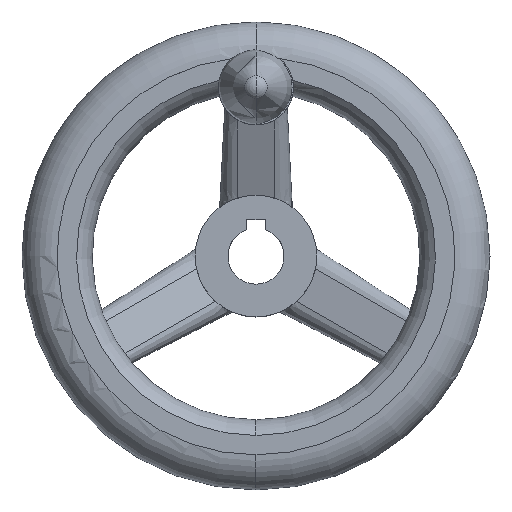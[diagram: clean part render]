
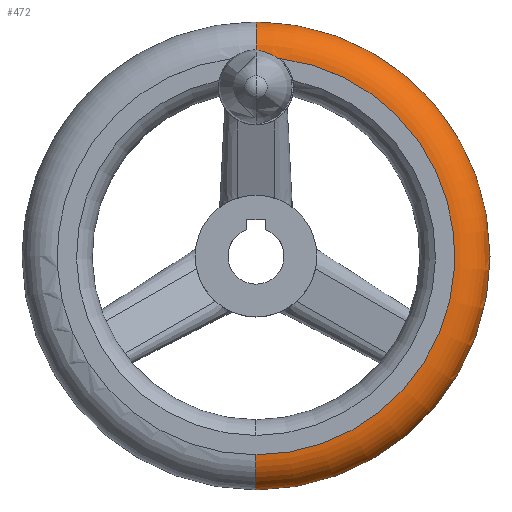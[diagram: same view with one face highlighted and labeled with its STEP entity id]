
A CAD part, top view. The second image highlights one B-rep face of the part: STEP entity #472.
In plain terms, the highlighted toroidal (fillet/blend) face has major radius 42.5 mm and minor radius 7.5 mm.
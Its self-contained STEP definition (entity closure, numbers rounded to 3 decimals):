
#360=EDGE_CURVE('',#394,#376,#915,.T.);
#376=VERTEX_POINT('',#934);
#394=VERTEX_POINT('',#952);
#472=ADVANCED_FACE('',(#1036),#1037,.T.);
#556=EDGE_CURVE('',#622,#692,#1127,.T.);
#622=VERTEX_POINT('',#1196);
#624=EDGE_CURVE('',#376,#622,#1198,.T.);
#642=VERTEX_POINT('',#1217);
#692=VERTEX_POINT('',#1275);
#762=EDGE_CURVE('',#692,#642,#1352,.T.);
#790=EDGE_CURVE('',#642,#394,#1387,.T.);
#915=CIRCLE('',#1542,50.0);
#934=CARTESIAN_POINT('',(0.,50.,25.5));
#952=CARTESIAN_POINT('',(0.,-50.0,25.5));
#1036=FACE_OUTER_BOUND('',#1857,.T.);
#1037=TOROIDAL_SURFACE('',#1858,42.5,7.5);
#1127=CIRCLE('',#2094,42.5);
#1196=CARTESIAN_POINT('',(0.,42.5,33.0));
#1198=CIRCLE('',#2258,7.5);
#1217=CARTESIAN_POINT('',(0.,-42.5,33.0));
#1275=CARTESIAN_POINT('',(5.058,42.198,33.));
#1352=CIRCLE('',#2525,42.5);
#1387=CIRCLE('',#2569,7.5);
#1542=AXIS2_PLACEMENT_3D('',#2767,#2768,#2769);
#1857=EDGE_LOOP('',(#2888,#2889,#2890,#2891,#2892));
#1858=AXIS2_PLACEMENT_3D('',#2893,#2894,#2895);
#2094=AXIS2_PLACEMENT_3D('',#2976,#2977,#2978);
#2258=AXIS2_PLACEMENT_3D('',#3043,#3044,#3045);
#2525=AXIS2_PLACEMENT_3D('',#3238,#3239,#3240);
#2569=AXIS2_PLACEMENT_3D('',#3305,#3306,#3307);
#2767=CARTESIAN_POINT('',(0.,0.,25.5));
#2768=DIRECTION('',(0.,0.,1.0));
#2769=DIRECTION('',(1.0,0.0,0.));
#2888=ORIENTED_EDGE('',*,*,#360,.T.);
#2889=ORIENTED_EDGE('',*,*,#624,.T.);
#2890=ORIENTED_EDGE('',*,*,#556,.T.);
#2891=ORIENTED_EDGE('',*,*,#762,.T.);
#2892=ORIENTED_EDGE('',*,*,#790,.T.);
#2893=CARTESIAN_POINT('',(0.,0.,25.5));
#2894=DIRECTION('',(0.,0.,1.0));
#2895=DIRECTION('',(0.,1.0,0.0));
#2976=CARTESIAN_POINT('',(0.,0.,33.0));
#2977=DIRECTION('',(0.,0.,-1.0));
#2978=DIRECTION('',(0.,1.0,0.));
#3043=CARTESIAN_POINT('',(0.,42.5,25.5));
#3044=DIRECTION('',(1.0,0.,0.));
#3045=DIRECTION('',(0.,1.0,0.));
#3238=CARTESIAN_POINT('',(0.,0.,33.0));
#3239=DIRECTION('',(0.,0.,-1.0));
#3240=DIRECTION('',(0.,1.0,0.));
#3305=CARTESIAN_POINT('',(0.,-42.5,25.5));
#3306=DIRECTION('',(1.0,0.,0.));
#3307=DIRECTION('',(0.,-1.0,0.));
